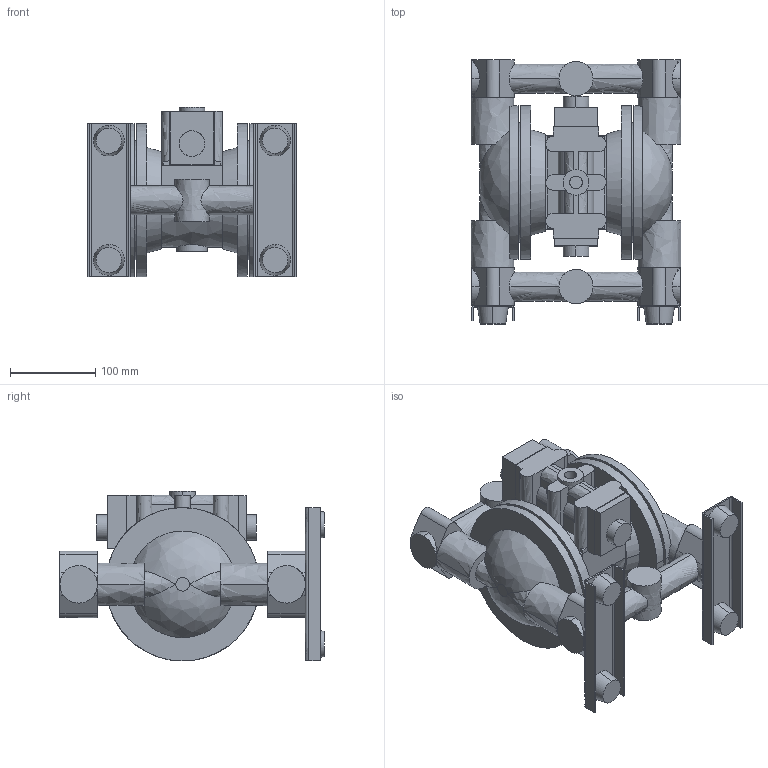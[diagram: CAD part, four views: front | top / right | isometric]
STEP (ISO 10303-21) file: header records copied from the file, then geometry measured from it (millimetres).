
FILE_DESCRIPTION (( 'STEP AP214' ), '1' );
FILE_NAME ('NDP-20BA.STEP', '2021-06-02T13:33:36', ( '' ), ( '' ), 'SwSTEP 2.0', 'SolidWorks 2020', '' );
FILE_SCHEMA (( 'AUTOMOTIVE_DESIGN' ));
Length unit declared in the file: millimetre
Products named in the file (1): NDP-20BA
Bounding box: 246 x 310 x 199.5 mm (x, y, z)
Volume: 4652196.5 mm3; surface area: 404645.9 mm2
Topology: 1 solids, 1 shells, 287 faces, 748 edges, 476 vertices
Faces by surface type: bspline 287
Entity records: 18118 total; most frequent: CARTESIAN_POINT 13660, ORIENTED_EDGE 1496, EDGE_CURVE 748, B_SPLINE_CURVE_WITH_KNOTS 646, VERTEX_POINT 476, EDGE_LOOP 304, FACE_OUTER_BOUND 287, ADVANCED_FACE 287
